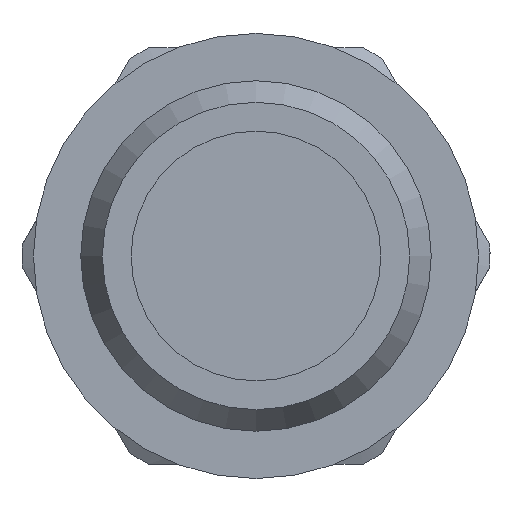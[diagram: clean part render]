
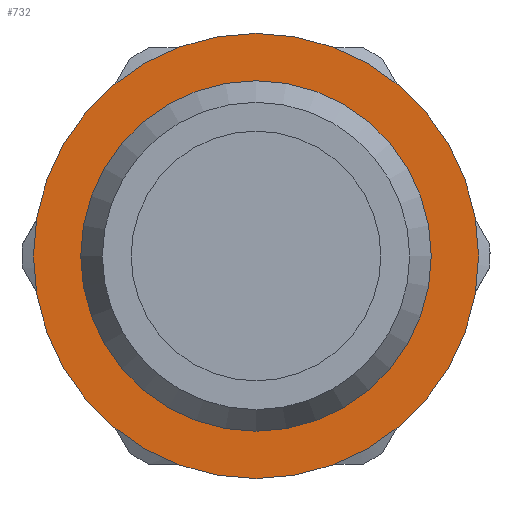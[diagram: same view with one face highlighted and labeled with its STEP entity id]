
A CAD part, front view. The second image highlights one B-rep face of the part: STEP entity #732.
In plain terms, the highlighted planar face has unit normal (0, -1, 0).
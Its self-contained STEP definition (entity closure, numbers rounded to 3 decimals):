
#108=PLANE('',#1266);
#195=ORIENTED_EDGE('',*,*,#296,.T.);
#196=ORIENTED_EDGE('',*,*,#322,.T.);
#296=EDGE_CURVE('',#541,#541,#368,.T.);
#322=EDGE_CURVE('',#567,#567,#383,.T.);
#368=CIRCLE('',#1218,8.425);
#383=CIRCLE('',#1243,10.7);
#457=EDGE_LOOP('',(#195));
#458=EDGE_LOOP('',(#196));
#541=VERTEX_POINT('',#1611);
#567=VERTEX_POINT('',#1713);
#648=FACE_BOUND('',#457,.T.);
#649=FACE_BOUND('',#458,.T.);
#732=ADVANCED_FACE('',(#648,#649),#108,.T.);
#1218=AXIS2_PLACEMENT_3D('',#1610,#1362,#1363);
#1243=AXIS2_PLACEMENT_3D('',#1712,#1418,#1419);
#1266=AXIS2_PLACEMENT_3D('',#1744,#1465,#1466);
#1362=DIRECTION('',(0.,1.,0.));
#1363=DIRECTION('',(0.,0.,-1.));
#1418=DIRECTION('',(0.,-1.,0.));
#1419=DIRECTION('',(0.,0.,-1.));
#1465=DIRECTION('',(0.,-1.,0.));
#1466=DIRECTION('',(0.,0.,-1.));
#1610=CARTESIAN_POINT('',(0.,9.2,0.));
#1611=CARTESIAN_POINT('',(0.,9.2,-8.425));
#1712=CARTESIAN_POINT('',(0.,9.2,0.));
#1713=CARTESIAN_POINT('',(0.,9.2,-10.7));
#1744=CARTESIAN_POINT('',(8.4,9.2,0.));
